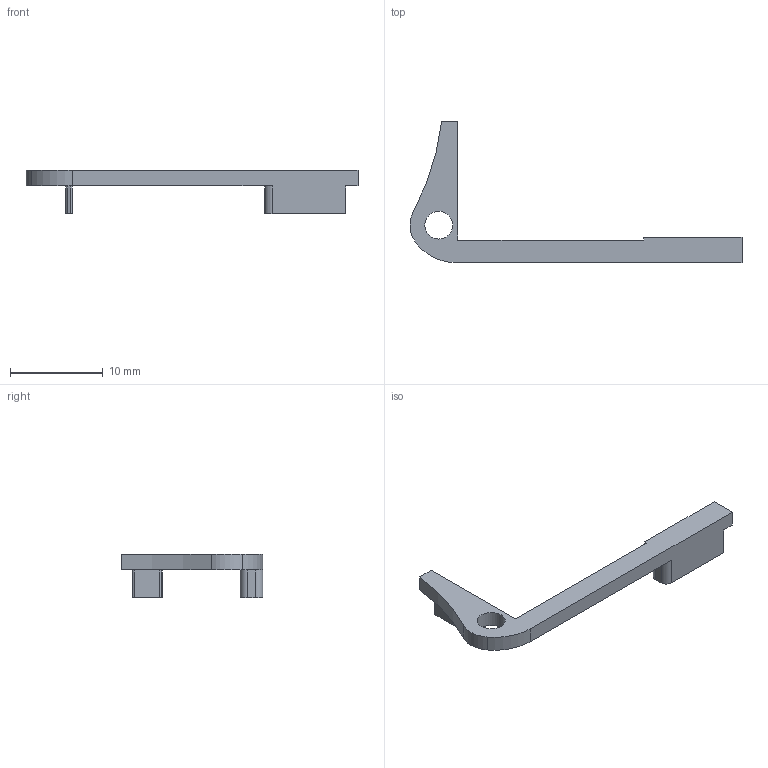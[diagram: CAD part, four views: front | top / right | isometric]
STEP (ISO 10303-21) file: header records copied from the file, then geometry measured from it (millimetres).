
FILE_DESCRIPTION(/* description */ (''),/* implementation_level */ '2;1');
FILE_NAME(/* name */ 'antenna mount.step',/* time_stamp */ '2022-08-12T16:02:24+02:00',/* author */ (''),/* organization */ (''),/* preprocessor_version */ 'ST-DEVELOPER v19',/* originating_system */ 'Autodesk Translation Framework v11.7.0.108',/* authorisation */ '');
FILE_SCHEMA (('AUTOMOTIVE_DESIGN { 1 0 10303 214 3 1 1 }'));
Length unit declared in the file: millimetre
Products named in the file (1): Antenne Klammer
Bounding box: 35.75 x 15.25 x 4.7 mm (x, y, z)
Volume: 255.8 mm3; surface area: 561.1 mm2
Topology: 1 solids, 1 shells, 39 faces, 108 edges, 72 vertices
Faces by surface type: plane 24, cylinder 15
Full cylindrical faces by diameter (mm): 3 x1
Entity records: 1289 total; most frequent: CARTESIAN_POINT 220, DIRECTION 218, ORIENTED_EDGE 216, EDGE_CURVE 108, LINE 78, VECTOR 78, VERTEX_POINT 72, AXIS2_PLACEMENT_3D 70
